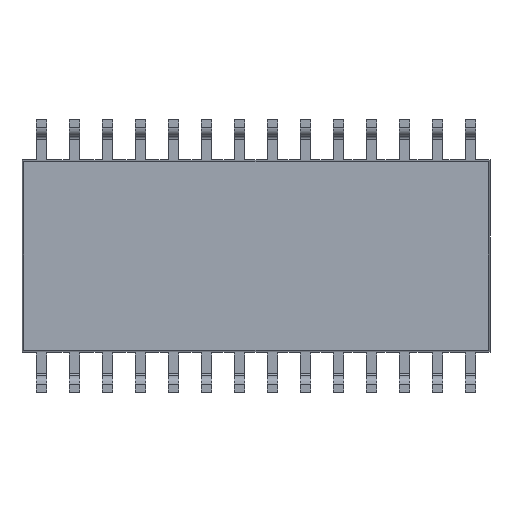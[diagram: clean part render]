
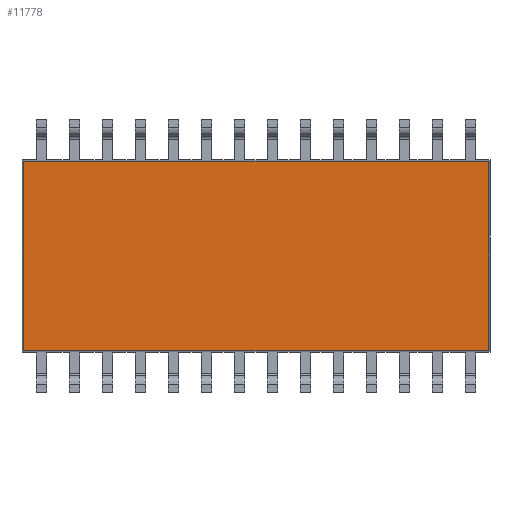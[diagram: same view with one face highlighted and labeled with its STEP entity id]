
A CAD part, top view. The second image highlights one B-rep face of the part: STEP entity #11778.
In plain terms, the highlighted planar face has unit normal (0, 0, 1).
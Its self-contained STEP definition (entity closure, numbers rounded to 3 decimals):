
#682=PLANE('',#12496);
#1252=FACE_OUTER_BOUND('',#1841,.T.);
#1841=EDGE_LOOP('',(#10539,#10540,#10541,#10542));
#3061=LINE('',#19955,#4288);
#3066=LINE('',#19963,#4293);
#3067=LINE('',#19966,#4294);
#3068=LINE('',#19969,#4295);
#4288=VECTOR('',#15102,10.);
#4293=VECTOR('',#15109,10.);
#4294=VECTOR('',#15114,10.);
#4295=VECTOR('',#15119,10.);
#5610=VERTEX_POINT('',#19952);
#5611=VERTEX_POINT('',#19954);
#5612=VERTEX_POINT('',#19958);
#5613=VERTEX_POINT('',#19961);
#7249=EDGE_CURVE('',#5611,#5610,#3061,.T.);
#7254=EDGE_CURVE('',#5612,#5613,#3066,.T.);
#7255=EDGE_CURVE('',#5610,#5612,#3067,.T.);
#7256=EDGE_CURVE('',#5613,#5611,#3068,.T.);
#10539=ORIENTED_EDGE('',*,*,#7249,.T.);
#10540=ORIENTED_EDGE('',*,*,#7255,.T.);
#10541=ORIENTED_EDGE('',*,*,#7254,.T.);
#10542=ORIENTED_EDGE('',*,*,#7256,.T.);
#11778=ADVANCED_FACE('',(#1252),#682,.T.);
#12496=AXIS2_PLACEMENT_3D('',#19970,#15120,#15121);
#15102=DIRECTION('',(0.,1.,0.));
#15109=DIRECTION('',(0.,-1.,0.));
#15114=DIRECTION('',(-1.,0.,0.));
#15119=DIRECTION('',(1.,0.,0.));
#15120=DIRECTION('center_axis',(0.,0.,1.));
#15121=DIRECTION('ref_axis',(1.,0.,0.));
#19952=CARTESIAN_POINT('',(8.934,3.634,0.75));
#19954=CARTESIAN_POINT('',(8.934,-3.634,0.75));
#19955=CARTESIAN_POINT('',(8.934,0.,0.75));
#19958=CARTESIAN_POINT('',(-8.934,3.634,0.75));
#19961=CARTESIAN_POINT('',(-8.934,-3.634,0.75));
#19963=CARTESIAN_POINT('',(-8.934,0.,0.75));
#19966=CARTESIAN_POINT('',(4.5,3.634,0.75));
#19969=CARTESIAN_POINT('',(4.5,-3.634,0.75));
#19970=CARTESIAN_POINT('Origin',(0.,0.,
0.75));
